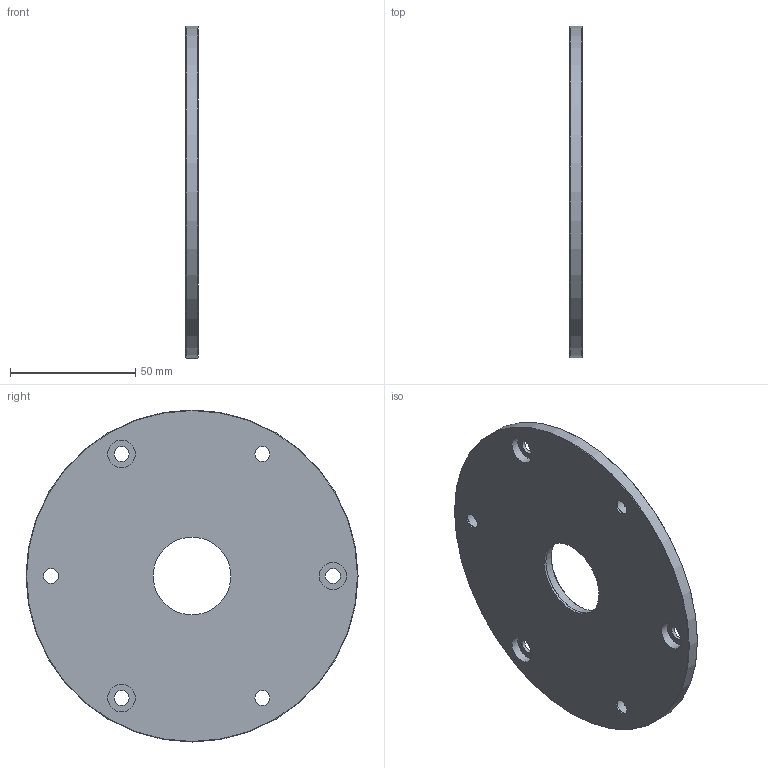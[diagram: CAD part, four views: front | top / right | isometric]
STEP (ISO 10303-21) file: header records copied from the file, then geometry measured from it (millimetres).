
FILE_DESCRIPTION (( 'STEP AP214' ), '1' );
FILE_NAME ('A2490_Carrier_Internal.step', '2022-07-06T05:09:46', ( '' ), ( '' ), 'SwSTEP 2.0', 'SolidWorks 2020', '' );
FILE_SCHEMA (( 'AUTOMOTIVE_DESIGN' ));
Length unit declared in the file: millimetre
Products named in the file (1): A2490_Carrier_Internal
Bounding box: 5 x 132.5 x 132.5 mm (x, y, z)
Volume: 63001.9 mm3; surface area: 28962.6 mm2
Topology: 1 solids, 1 shells, 43 faces, 83 edges, 52 vertices
Faces by surface type: cylinder 18, plane 12, cone 9, torus 4
Full cylindrical faces by diameter (mm): 6 x6, 8 x3, 11 x3, 16.1 x3, 31 x1, 32 x1, 132.5 x1
Entity records: 986 total; most frequent: DIRECTION 186, CARTESIAN_POINT 142, EDGE_LOOP 98, ORIENTED_EDGE 98, AXIS2_PLACEMENT_3D 93, FACE_OUTER_BOUND 65, CIRCLE 49, VERTEX_POINT 49
